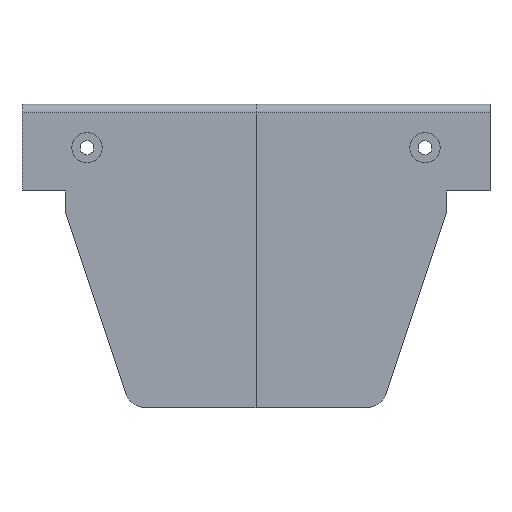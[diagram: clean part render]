
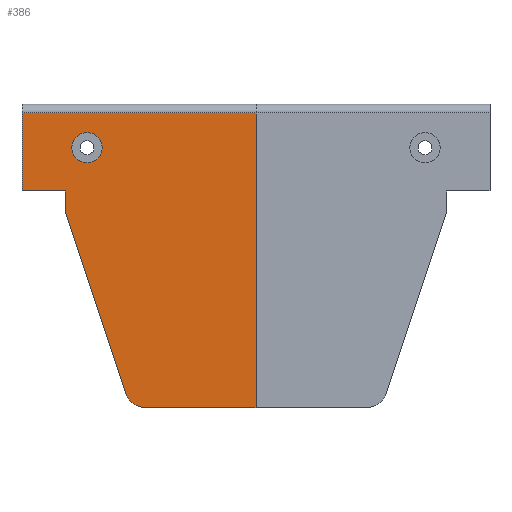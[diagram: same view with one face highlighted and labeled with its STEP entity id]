
A CAD part, front view. The second image highlights one B-rep face of the part: STEP entity #386.
In plain terms, the highlighted planar face has unit normal (0, -1, 0).
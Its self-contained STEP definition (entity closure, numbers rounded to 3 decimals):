
#107 = VERTEX_POINT('',#108);
#108 = CARTESIAN_POINT('',(-44.,-5.,-5.));
#114 = EDGE_CURVE('',#107,#115,#117,.T.);
#115 = VERTEX_POINT('',#116);
#116 = CARTESIAN_POINT('',(-30.14,-5.,-46.581));
#117 = LINE('',#118,#119);
#118 = CARTESIAN_POINT('',(-44.,-5.,-5.));
#119 = VECTOR('',#120,1.);
#120 = DIRECTION('',(0.316,0.,-0.949));
#138 = VERTEX_POINT('',#139);
#139 = CARTESIAN_POINT('',(-25.396,-5.,-50.));
#145 = EDGE_CURVE('',#115,#138,#146,.T.);
#146 = CIRCLE('',#147,5.);
#147 = AXIS2_PLACEMENT_3D('',#148,#149,#150);
#148 = CARTESIAN_POINT('',(-25.396,-5.,-45.));
#149 = DIRECTION('',(0.,-1.,0.));
#150 = DIRECTION('',(0.,0.,-1.));
#162 = VERTEX_POINT('',#163);
#163 = CARTESIAN_POINT('',(-44.,-5.,0.));
#169 = EDGE_CURVE('',#162,#107,#170,.T.);
#170 = LINE('',#171,#172);
#171 = CARTESIAN_POINT('',(-44.,-5.,0.));
#172 = VECTOR('',#173,1.);
#173 = DIRECTION('',(0.,0.,-1.));
#187 = EDGE_CURVE('',#138,#188,#190,.T.);
#188 = VERTEX_POINT('',#189);
#189 = CARTESIAN_POINT('',(0.,-5.,-50.));
#190 = LINE('',#191,#192);
#191 = CARTESIAN_POINT('',(-29.,-5.,-50.));
#192 = VECTOR('',#193,1.);
#193 = DIRECTION('',(1.,0.,0.));
#210 = VERTEX_POINT('',#211);
#211 = CARTESIAN_POINT('',(-54.,-5.,0.));
#217 = EDGE_CURVE('',#210,#162,#218,.T.);
#218 = LINE('',#219,#220);
#219 = CARTESIAN_POINT('',(-54.,-5.,0.));
#220 = VECTOR('',#221,1.);
#221 = DIRECTION('',(1.,0.,0.));
#317 = VERTEX_POINT('',#318);
#318 = CARTESIAN_POINT('',(-54.,-5.,18.));
#325 = EDGE_CURVE('',#317,#210,#326,.T.);
#326 = LINE('',#327,#328);
#327 = CARTESIAN_POINT('',(-54.,-5.,20.));
#328 = VECTOR('',#329,1.);
#329 = DIRECTION('',(0.,0.,-1.));
#386 = ADVANCED_FACE('',(#387,#409),#420,.F.);
#387 = FACE_BOUND('',#388,.F.);
#388 = EDGE_LOOP('',(#389,#390,#391,#392,#393,#394,#395,#403));
#389 = ORIENTED_EDGE('',*,*,#187,.F.);
#390 = ORIENTED_EDGE('',*,*,#145,.F.);
#391 = ORIENTED_EDGE('',*,*,#114,.F.);
#392 = ORIENTED_EDGE('',*,*,#169,.F.);
#393 = ORIENTED_EDGE('',*,*,#217,.F.);
#394 = ORIENTED_EDGE('',*,*,#325,.F.);
#395 = ORIENTED_EDGE('',*,*,#396,.F.);
#396 = EDGE_CURVE('',#397,#317,#399,.T.);
#397 = VERTEX_POINT('',#398);
#398 = CARTESIAN_POINT('',(0.,-5.,18.));
#399 = LINE('',#400,#401);
#400 = CARTESIAN_POINT('',(0.,-5.,18.));
#401 = VECTOR('',#402,1.);
#402 = DIRECTION('',(-1.,0.,0.));
#403 = ORIENTED_EDGE('',*,*,#404,.F.);
#404 = EDGE_CURVE('',#188,#397,#405,.T.);
#405 = LINE('',#406,#407);
#406 = CARTESIAN_POINT('',(0.,-5.,-50.));
#407 = VECTOR('',#408,1.);
#408 = DIRECTION('',(0.,0.,1.));
#409 = FACE_BOUND('',#410,.F.);
#410 = EDGE_LOOP('',(#411));
#411 = ORIENTED_EDGE('',*,*,#412,.T.);
#412 = EDGE_CURVE('',#413,#413,#415,.T.);
#413 = VERTEX_POINT('',#414);
#414 = CARTESIAN_POINT('',(-35.5,-5.,10.));
#415 = CIRCLE('',#416,3.5);
#416 = AXIS2_PLACEMENT_3D('',#417,#418,#419);
#417 = CARTESIAN_POINT('',(-39.,-5.,10.));
#418 = DIRECTION('',(0.,-1.,0.));
#419 = DIRECTION('',(1.,0.,0.));
#420 = PLANE('',#421);
#421 = AXIS2_PLACEMENT_3D('',#422,#423,#424);
#422 = CARTESIAN_POINT('',(-23.484,-5.,-10.067));
#423 = DIRECTION('',(0.,1.,0.));
#424 = DIRECTION('',(0.,0.,1.));
